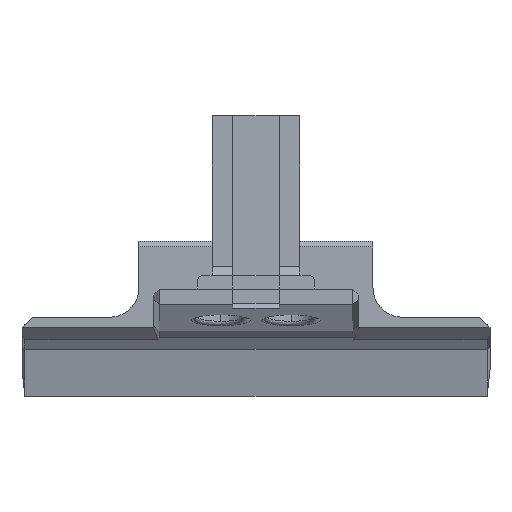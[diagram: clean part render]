
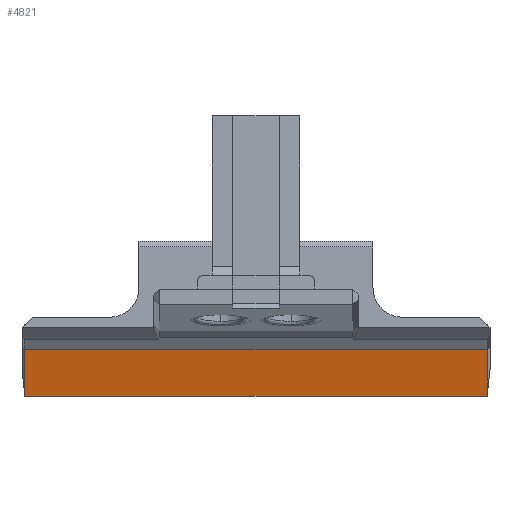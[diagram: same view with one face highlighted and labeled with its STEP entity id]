
A CAD part, top view. The second image highlights one B-rep face of the part: STEP entity #4821.
In plain terms, the highlighted planar face has unit normal (0, -0.214, 0.977).
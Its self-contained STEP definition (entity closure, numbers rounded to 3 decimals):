
#4757=CARTESIAN_POINT('',(240.5,495.,10.));
#4758=VERTEX_POINT('',#4757);
#4765=CARTESIAN_POINT('',(398.5,495.,10.));
#4766=VERTEX_POINT('',#4765);
#4767=CARTESIAN_POINT('',(398.5,495.,10.));
#4768=DIRECTION('',(-1.,0.,0.));
#4769=VECTOR('',#4768,158.);
#4770=LINE('',#4767,#4769);
#4771=EDGE_CURVE('',#4766,#4758,#4770,.T.);
#4791=CARTESIAN_POINT('',(364.4,487.,8.25));
#4792=DIRECTION('',(0.,-0.214,0.977));
#4793=DIRECTION('',(0.,-0.977,-0.214));
#4794=AXIS2_PLACEMENT_3D('',#4791,#4792,#4793);
#4795=PLANE('',#4794);
#4796=ORIENTED_EDGE('',*,*,#4771,.T.);
#4797=CARTESIAN_POINT('',(240.5,479.,6.5));
#4798=VERTEX_POINT('',#4797);
#4799=CARTESIAN_POINT('',(240.5,495.,10.));
#4800=DIRECTION('',(0.,-0.977,-0.214));
#4801=VECTOR('',#4800,16.378);
#4802=LINE('',#4799,#4801);
#4803=EDGE_CURVE('',#4758,#4798,#4802,.T.);
#4804=ORIENTED_EDGE('',*,*,#4803,.T.);
#4805=CARTESIAN_POINT('',(398.5,479.,6.5));
#4806=VERTEX_POINT('',#4805);
#4807=CARTESIAN_POINT('',(398.5,479.,6.5));
#4808=DIRECTION('',(-1.,0.,0.));
#4809=VECTOR('',#4808,158.);
#4810=LINE('',#4807,#4809);
#4811=EDGE_CURVE('',#4806,#4798,#4810,.T.);
#4812=ORIENTED_EDGE('',*,*,#4811,.F.);
#4813=CARTESIAN_POINT('',(398.5,479.,6.5));
#4814=DIRECTION('',(-0.,0.977,0.214));
#4815=VECTOR('',#4814,16.378);
#4816=LINE('',#4813,#4815);
#4817=EDGE_CURVE('',#4806,#4766,#4816,.T.);
#4818=ORIENTED_EDGE('',*,*,#4817,.T.);
#4819=EDGE_LOOP('',(#4796,#4804,#4812,#4818));
#4820=FACE_BOUND('',#4819,.T.);
#4821=ADVANCED_FACE('',(#4820),#4795,.T.);
